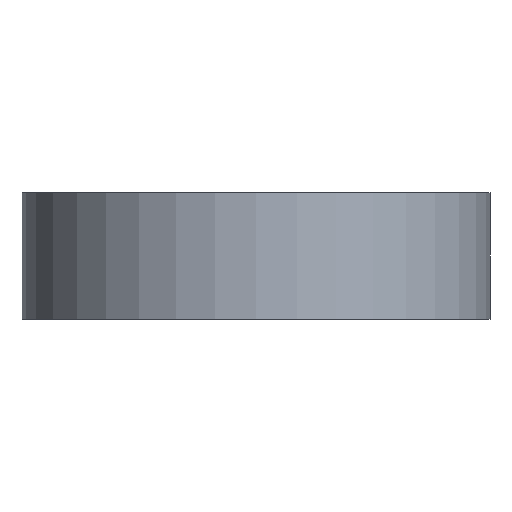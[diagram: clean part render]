
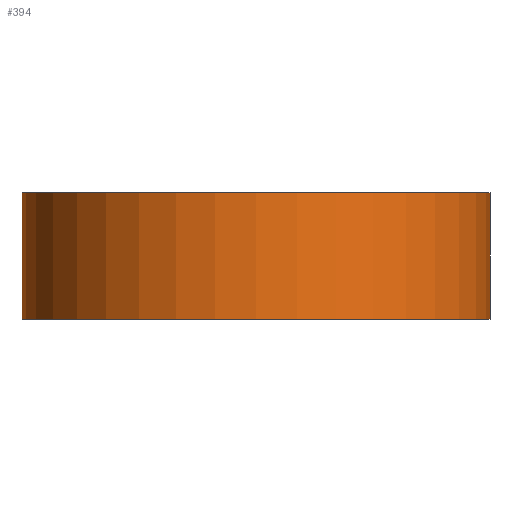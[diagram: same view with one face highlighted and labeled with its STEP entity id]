
A CAD part, front view. The second image highlights one B-rep face of the part: STEP entity #394.
In plain terms, the highlighted cylindrical face has radius 0.213 mm (diameter 0.426 mm), a partial arc.
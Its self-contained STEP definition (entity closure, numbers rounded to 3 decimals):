
#269=CARTESIAN_POINT('POINT19',(0.213,0.,
   0.));
#270=VERTEX_POINT('VERTEX19',#269);
#271=CARTESIAN_POINT('POINT20',(0.213,0.,
   0.115));
#272=VERTEX_POINT('VERTEX20',#271);
#273=CARTESIAN_POINT('POS31',(0.213,0.,0.)
   );
#274=DIRECTION('DIR46',(0.,0.,1.));
#275=VECTOR('VEC16',#274,1.);
#276=LINE('STRAIGHT16',#273,#275);
#277=EDGE_CURVE('EDGE28',#270,#272,#276,.T.);
#279=CARTESIAN_POINT('POS32',(0.,0.,0.));
#280=DIRECTION('DIR47',(0.,0.,1.));
#281=DIRECTION('DIR48',(-0.141,0.99,
   0.));
#282=AXIS2_PLACEMENT_3D('AXIS16',#279,#280,#281);
#283=CIRCLE('ELLIPSE9',#282,0.213);
#287=CARTESIAN_POINT('POS33',(0.,0.,0.115));
#288=DIRECTION('DIR49',(0.,0.,
   1.));
#289=DIRECTION('DIR50',(-0.141,0.99,
   0.));
#290=AXIS2_PLACEMENT_3D('AXIS17',#287,#288,#289);
#291=CIRCLE('ELLIPSE10',#290,0.213);
#296=CARTESIAN_POINT('POS34',(0.,0.,0.));
#297=DIRECTION('DIR51',(0.,0.,1.));
#298=DIRECTION('DIR52',(1.,0.,0.));
#299=AXIS2_PLACEMENT_3D('AXIS18',#296,#297,#298);
#300=CYLINDRICAL_SURFACE('CONE_SURF6',#299,0.213);
#306=CARTESIAN_POINT('POINT21',(-0.213,0.,
   0.));
#307=VERTEX_POINT('VERTEX21',#306);
#308=EDGE_CURVE('EDGE31',#307,#270,#283,.T.);
#360=CARTESIAN_POINT('POINT24',(-0.213,0.,
   0.115));
#361=VERTEX_POINT('VERTEX24',#360);
#364=EDGE_CURVE('EDGE37',#272,#361,#291,.F.);
#383=ORIENTED_EDGE('COEDGE69',*,*,#277,.T.);
#384=ORIENTED_EDGE('COEDGE70',*,*,#364,.T.);
#385=CARTESIAN_POINT('POS41',(-0.213,0.,0.)
   );
#386=DIRECTION('DIR64',(0.,0.,-1.));
#387=VECTOR('VEC18',#386,1.);
#388=LINE('STRAIGHT18',#385,#387);
#389=EDGE_CURVE('EDGE38',#361,#307,#388,.T.);
#390=ORIENTED_EDGE('COEDGE71',*,*,#389,.T.);
#391=ORIENTED_EDGE('COEDGE72',*,*,#308,.T.);
#392=EDGE_LOOP('NONE',(#383,#384,#390,#391));
#393=FACE_BOUND('LOOP1',#392,.T.);
#394=ADVANCED_FACE('FACE15',(#393),#300,.T.);
